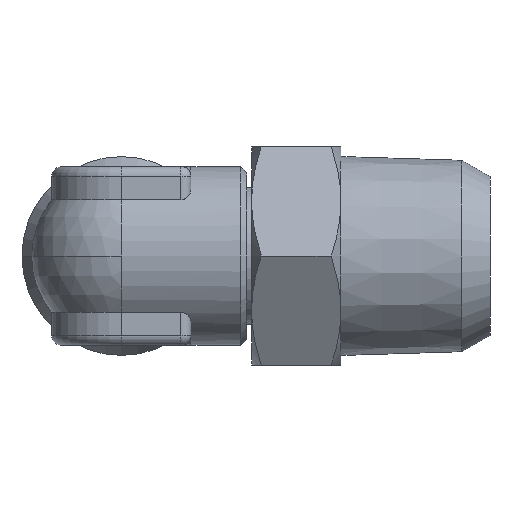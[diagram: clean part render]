
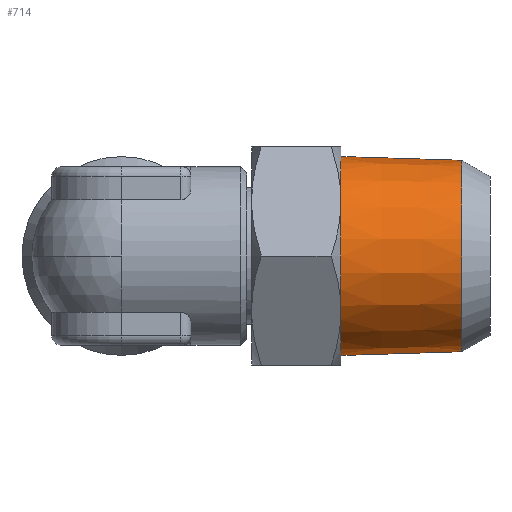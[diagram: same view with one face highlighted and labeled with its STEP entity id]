
A CAD part, left-side view. The second image highlights one B-rep face of the part: STEP entity #714.
In plain terms, the highlighted conical face has half-angle 1.79 degrees and reference radius 4.815 mm.
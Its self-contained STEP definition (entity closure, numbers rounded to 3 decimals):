
#714 = ADVANCED_FACE ( 'NONE', ( #2056 ), #2064, .T. ) ;
#841 = EDGE_CURVE ( 'NONE', #1323, #1326, #4241, .T. ) ;
#843 = EDGE_CURVE ( 'NONE', #1295, #2080, #4243, .T. ) ;
#1295 = VERTEX_POINT ( 'NONE', #3345 ) ;
#1323 = VERTEX_POINT ( 'NONE', #3357 ) ;
#1326 = VERTEX_POINT ( 'NONE', #3360 ) ;
#1367 = AXIS2_PLACEMENT_3D ( 'NONE', #2718, #2719, #2727 ) ;
#1570 = AXIS2_PLACEMENT_3D ( 'NONE', #6112, #6113, #6114 ) ;
#1614 = ORIENTED_EDGE ( 'NONE', *, *, #3998, .T. ) ;
#1615 = ORIENTED_EDGE ( 'NONE', *, *, #841, .T. ) ;
#1616 = ORIENTED_EDGE ( 'NONE', *, *, #4036, .F. ) ;
#1617 = ORIENTED_EDGE ( 'NONE', *, *, #843, .F. ) ;
#1675 = EDGE_LOOP ( 'NONE', ( #1617, #1616, #1615, #1614 ) ) ;
#2056 = FACE_OUTER_BOUND ( 'NONE', #1675, .T. ) ;
#2064 = CONICAL_SURFACE ( 'NONE', #1367, 4.815, 0.031 ) ;
#2080 = VERTEX_POINT ( 'NONE', #3371 ) ;
#2136 = CARTESIAN_POINT ( 'NONE',  ( 0., -1.438, 0. ) ) ;
#2137 = DIRECTION ( 'NONE',  ( 0., -1., 0. ) ) ;
#2138 = DIRECTION ( 'NONE',  ( 0., 0., -1. ) ) ;
#2718 = CARTESIAN_POINT ( 'NONE',  ( 0., -1.438, 0. ) ) ;
#2719 = DIRECTION ( 'NONE',  ( 0., 1., 0. ) ) ;
#2727 = DIRECTION ( 'NONE',  ( 0., 0., 1. ) ) ;
#2970 = DIRECTION ( 'NONE',  ( 0., 1., 0.031 ) ) ;
#2974 = CARTESIAN_POINT ( 'NONE',  ( 0., -1.438, -4.815 ) ) ;
#2982 = CARTESIAN_POINT ( 'NONE',  ( 0., -1.438, 4.815 ) ) ;
#2988 = DIRECTION ( 'NONE',  ( 0., 1., -0.031 ) ) ;
#3345 = CARTESIAN_POINT ( 'NONE',  ( 0., -1.438, -4.815 ) ) ;
#3357 = CARTESIAN_POINT ( 'NONE',  ( 0., -1.438, 4.815 ) ) ;
#3360 = CARTESIAN_POINT ( 'NONE',  ( 0., 4.65, 5.005 ) ) ;
#3371 = CARTESIAN_POINT ( 'NONE',  ( 0., 4.65, -5.005 ) ) ;
#3998 = EDGE_CURVE ( 'NONE', #1326, #2080, #4535, .T. ) ;
#4036 = EDGE_CURVE ( 'NONE', #1323, #1295, #4554, .T. ) ;
#4241 = LINE ( 'NONE', #2982, #4244 ) ;
#4243 = LINE ( 'NONE', #2974, #4248 ) ;
#4244 = VECTOR ( 'NONE', #2970, 1000. ) ;
#4248 = VECTOR ( 'NONE', #2988, 1000. ) ;
#4535 = CIRCLE ( 'NONE', #1570, 5.005 ) ;
#4554 = CIRCLE ( 'NONE', #5759, 4.815 ) ;
#5759 = AXIS2_PLACEMENT_3D ( 'NONE', #2136, #2137, #2138 ) ;
#6112 = CARTESIAN_POINT ( 'NONE',  ( 0., 4.65, 0. ) ) ;
#6113 = DIRECTION ( 'NONE',  ( 0., -1., 0. ) ) ;
#6114 = DIRECTION ( 'NONE',  ( 0., 0., -1. ) ) ;
